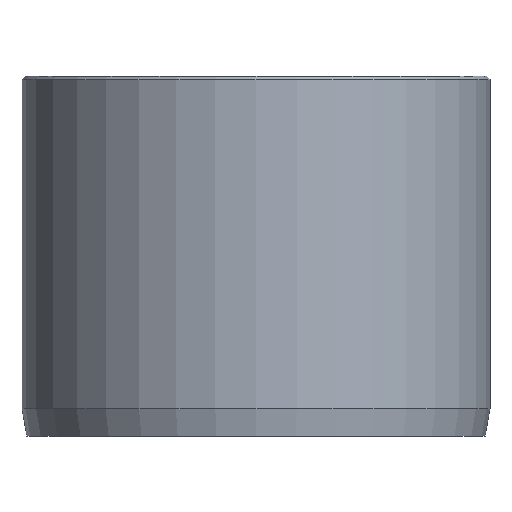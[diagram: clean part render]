
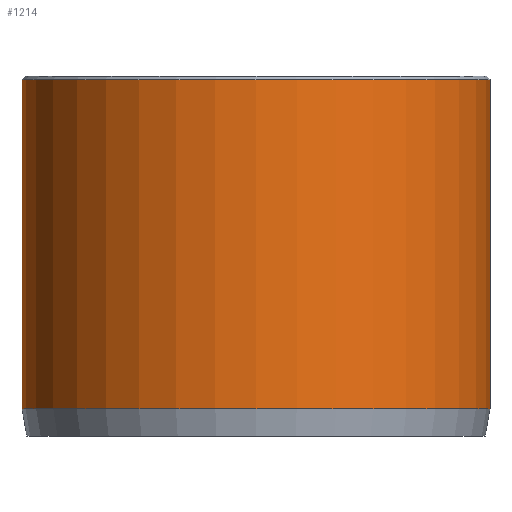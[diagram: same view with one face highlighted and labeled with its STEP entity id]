
A CAD part, front view. The second image highlights one B-rep face of the part: STEP entity #1214.
In plain terms, the highlighted cylindrical face has radius 13 mm (diameter 26 mm), a partial arc.
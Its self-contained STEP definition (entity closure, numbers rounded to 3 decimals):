
#20 = CARTESIAN_POINT ( 'NONE',  ( -13., 0., 19.8 ) ) ;
#43 = DIRECTION ( 'NONE',  ( 0., 0., 1. ) ) ;
#57 = DIRECTION ( 'NONE',  ( 1., 0., 0. ) ) ;
#71 = CARTESIAN_POINT ( 'NONE',  ( 0., 0., 1.5 ) ) ;
#77 = EDGE_CURVE ( 'NONE', #314, #179, #728, .T. ) ;
#143 = ORIENTED_EDGE ( 'NONE', *, *, #1233, .T. ) ;
#179 = VERTEX_POINT ( 'NONE', #420 ) ;
#314 = VERTEX_POINT ( 'NONE', #20 ) ;
#315 = AXIS2_PLACEMENT_3D ( 'NONE', #384, #1081, #478 ) ;
#319 = AXIS2_PLACEMENT_3D ( 'NONE', #71, #43, #57 ) ;
#346 = CARTESIAN_POINT ( 'NONE',  ( 13., 0., 20. ) ) ;
#360 = VERTEX_POINT ( 'NONE', #538 ) ;
#384 = CARTESIAN_POINT ( 'NONE',  ( 0., 0., 19.8 ) ) ;
#407 = ORIENTED_EDGE ( 'NONE', *, *, #77, .T. ) ;
#420 = CARTESIAN_POINT ( 'NONE',  ( -13., 0., 1.5 ) ) ;
#430 = VECTOR ( 'NONE', #858, 1000. ) ;
#434 = DIRECTION ( 'NONE',  ( 0., 0., -1. ) ) ;
#472 = ORIENTED_EDGE ( 'NONE', *, *, #660, .T. ) ;
#478 = DIRECTION ( 'NONE',  ( 1., 0., 0. ) ) ;
#491 = CIRCLE ( 'NONE', #315, 13. ) ;
#507 = AXIS2_PLACEMENT_3D ( 'NONE', #979, #1256, #882 ) ;
#524 = FACE_OUTER_BOUND ( 'NONE', #987, .T. ) ;
#538 = CARTESIAN_POINT ( 'NONE',  ( 13., 0., 19.8 ) ) ;
#660 = EDGE_CURVE ( 'NONE', #179, #1126, #1060, .T. ) ;
#728 = LINE ( 'NONE', #846, #430 ) ;
#846 = CARTESIAN_POINT ( 'NONE',  ( -13., 0., 20. ) ) ;
#858 = DIRECTION ( 'NONE',  ( 0., 0., -1. ) ) ;
#877 = ORIENTED_EDGE ( 'NONE', *, *, #1058, .F. ) ;
#882 = DIRECTION ( 'NONE',  ( -1., 0., 0. ) ) ;
#979 = CARTESIAN_POINT ( 'NONE',  ( 0., 0., 20. ) ) ;
#987 = EDGE_LOOP ( 'NONE', ( #877, #143, #407, #472 ) ) ;
#1058 = EDGE_CURVE ( 'NONE', #360, #1126, #1249, .T. ) ;
#1060 = CIRCLE ( 'NONE', #319, 13. ) ;
#1081 = DIRECTION ( 'NONE',  ( 0., 0., -1. ) ) ;
#1126 = VERTEX_POINT ( 'NONE', #1137 ) ;
#1137 = CARTESIAN_POINT ( 'NONE',  ( 13., 0., 1.5 ) ) ;
#1214 = ADVANCED_FACE ( 'NONE', ( #524 ), #1236, .T. ) ;
#1223 = VECTOR ( 'NONE', #434, 1000. ) ;
#1233 = EDGE_CURVE ( 'NONE', #360, #314, #491, .T. ) ;
#1236 = CYLINDRICAL_SURFACE ( 'NONE', #507, 13. ) ;
#1249 = LINE ( 'NONE', #346, #1223 ) ;
#1256 = DIRECTION ( 'NONE',  ( 0., 0., -1. ) ) ;
